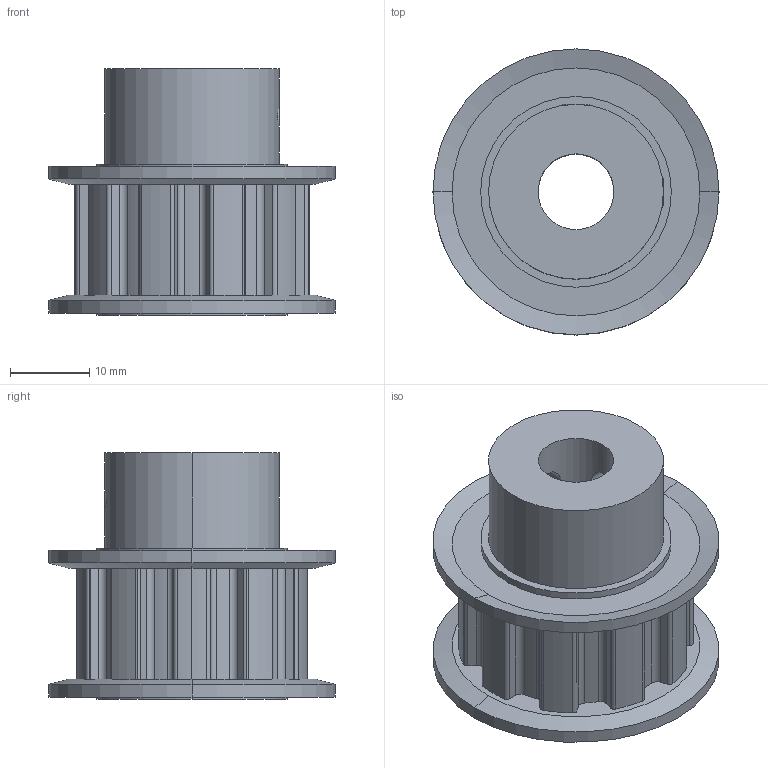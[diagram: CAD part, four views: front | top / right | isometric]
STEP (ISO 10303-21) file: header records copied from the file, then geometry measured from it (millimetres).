
FILE_DESCRIPTION (( 'STEP AP203' ), '1' );
FILE_NAME ('A10-L050-B-0375.step', '2023-08-24T18:49:46', ( '' ), ( '' ), 'SwSTEP 2.0', 'SolidWorks 2021', '' );
FILE_SCHEMA (( 'CONFIG_CONTROL_DESIGN' ));
Length unit declared in the file: millimetre
Products named in the file (1): A10-L050-B-0375
Bounding box: 36 x 36 x 31 mm (x, y, z)
Volume: 14843 mm3; surface area: 7931.1 mm2
Topology: 5 solids, 5 shells, 172 faces, 439 edges, 276 vertices
Faces by surface type: cylinder 93, plane 45, cone 34
Entity records: 5590 total; most frequent: CARTESIAN_POINT 1250, DIRECTION 951, ORIENTED_EDGE 870, EDGE_CURVE 435, AXIS2_PLACEMENT_3D 381, VERTEX_POINT 276, CIRCLE 208, VECTOR 189
